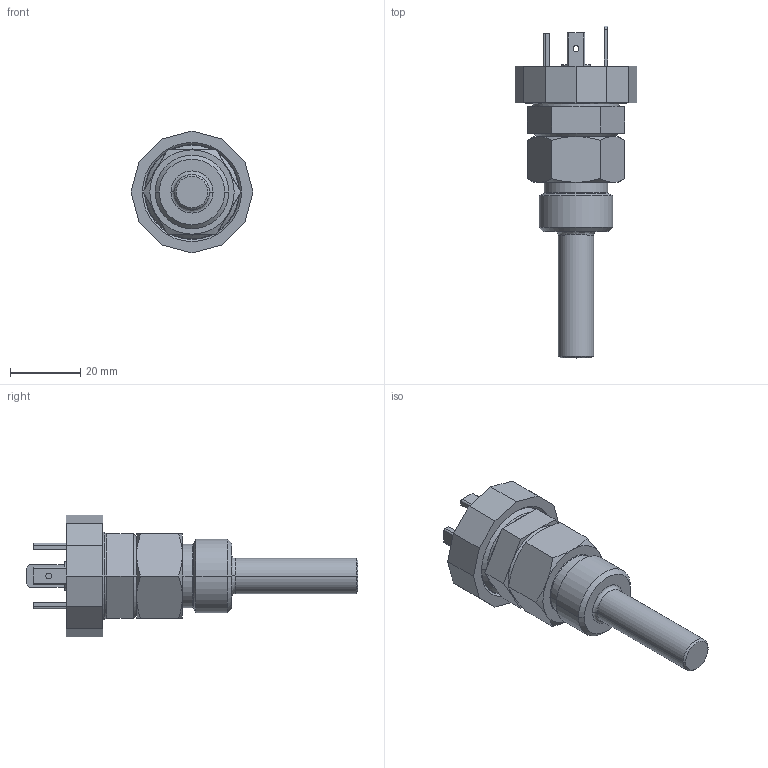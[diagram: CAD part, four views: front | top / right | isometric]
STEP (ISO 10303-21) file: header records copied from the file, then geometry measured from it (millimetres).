
FILE_DESCRIPTION((''),'2;1');
FILE_NAME('G1_2B_RECHTECK_10X50','2022-02-21T08:49:35',('schwerb'),(''),'CREO PARAMETRIC BY PTC INC, 2020454','CREO PARAMETRIC BY PTC INC, 2020454','');
FILE_SCHEMA(('AP242_MANAGED_MODEL_BASED_3D_ENGINEERING_MIM_LF { 1 0 10303 442 1 1 4 }'));
Length unit declared in the file: millimetre
Products named in the file (1): G1_2B_RECHTECK_10X50
Bounding box: 34.68 x 94.5 x 34.68 mm (x, y, z)
Volume: 19060.9 mm3; surface area: 15326.2 mm2
Topology: 1 solids, 5 shells, 414 faces, 1158 edges, 747 vertices
Faces by surface type: bspline 414
Entity records: 15571 total; most frequent: CARTESIAN_POINT 5444, ORIENTED_EDGE 2296, DIRECTION 1420, EDGE_CURVE 1156, VECTOR 826, LINE 826, VERTEX_POINT 747, EDGE_LOOP 453
